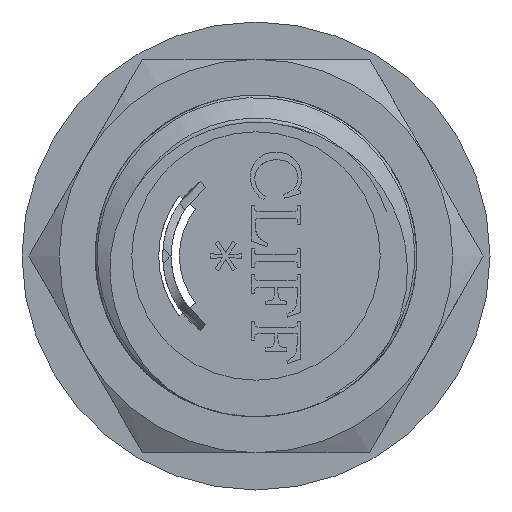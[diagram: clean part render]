
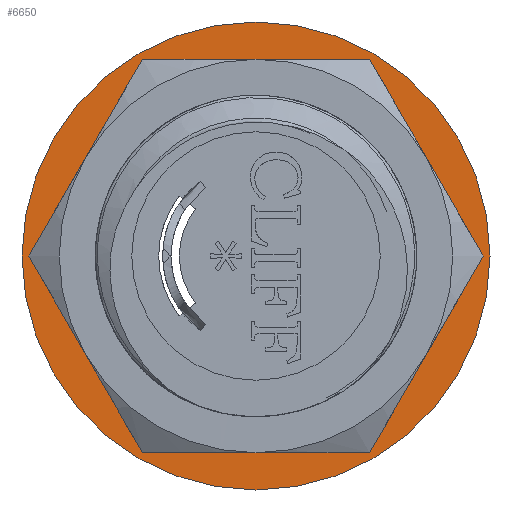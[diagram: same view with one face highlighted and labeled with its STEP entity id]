
A CAD part, front view. The second image highlights one B-rep face of the part: STEP entity #6650.
In plain terms, the highlighted planar face has unit normal (0, -1, 0).
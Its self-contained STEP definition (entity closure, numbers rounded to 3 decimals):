
#323=PLANE('',#7113);
#346=FACE_BOUND('',#999,.T.);
#665=FACE_OUTER_BOUND('',#998,.T.);
#998=EDGE_LOOP('',(#5968));
#999=EDGE_LOOP('',(#5969,#5970,#5971,#5972));
#1012=CIRCLE('',#6697,3.88);
#1014=CIRCLE('',#6701,3.88);
#1093=CIRCLE('',#6970,5.65);
#1715=LINE('',#21782,#2147);
#1716=LINE('',#21784,#2148);
#2147=VECTOR('',#7605,10.);
#2148=VECTOR('',#7608,10.);
#2431=VERTEX_POINT('',#11316);
#2432=VERTEX_POINT('',#11318);
#2435=VERTEX_POINT('',#11324);
#2806=VERTEX_POINT('',#21780);
#2952=VERTEX_POINT('',#23402);
#3100=EDGE_CURVE('',#2431,#2432,#1012,.T.);
#3104=EDGE_CURVE('',#2435,#2431,#1014,.T.);
#3562=EDGE_CURVE('',#2435,#2806,#1715,.T.);
#3563=EDGE_CURVE('',#2806,#2432,#1716,.T.);
#3862=EDGE_CURVE('',#2952,#2952,#1093,.T.);
#5968=ORIENTED_EDGE('',*,*,#3862,.T.);
#5969=ORIENTED_EDGE('',*,*,#3563,.T.);
#5970=ORIENTED_EDGE('',*,*,#3100,.F.);
#5971=ORIENTED_EDGE('',*,*,#3104,.F.);
#5972=ORIENTED_EDGE('',*,*,#3562,.T.);
#6650=ADVANCED_FACE('',(#665,#346),#323,.T.);
#6697=AXIS2_PLACEMENT_3D('',#11319,#7181,#7182);
#6701=AXIS2_PLACEMENT_3D('',#11326,#7189,#7190);
#6970=AXIS2_PLACEMENT_3D('',#23403,#8135,#8136);
#7113=AXIS2_PLACEMENT_3D('',#25120,#8424,#8425);
#7181=DIRECTION('center_axis',(0.,-1.,0.));
#7182=DIRECTION('ref_axis',(1.,0.,0.));
#7189=DIRECTION('center_axis',(0.,-1.,0.));
#7190=DIRECTION('ref_axis',(1.,0.,0.));
#7605=DIRECTION('',(0.866,0.,-0.5));
#7608=DIRECTION('',(-0.866,0.,-0.5));
#8135=DIRECTION('center_axis',(0.,-1.,0.));
#8136=DIRECTION('ref_axis',(1.,0.,0.));
#8424=DIRECTION('center_axis',(0.,-1.,0.));
#8425=DIRECTION('ref_axis',(0.,0.,-1.));
#11316=CARTESIAN_POINT('',(-3.88,0.,0.));
#11318=CARTESIAN_POINT('',(3.82,0.,-0.681));
#11319=CARTESIAN_POINT('Origin',(0.,0.,0.));
#11324=CARTESIAN_POINT('',(3.82,0.,0.681));
#11326=CARTESIAN_POINT('Origin',(0.,0.,0.));
#21780=CARTESIAN_POINT('',(5.,0.,0.));
#21782=CARTESIAN_POINT('',(4.162,0.,0.484));
#21784=CARTESIAN_POINT('',(4.912,0.,-0.051));
#23402=CARTESIAN_POINT('',(-5.65,0.,0.));
#23403=CARTESIAN_POINT('Origin',(0.,0.,0.));
#25120=CARTESIAN_POINT('Origin',(4.765,0.,0.));
